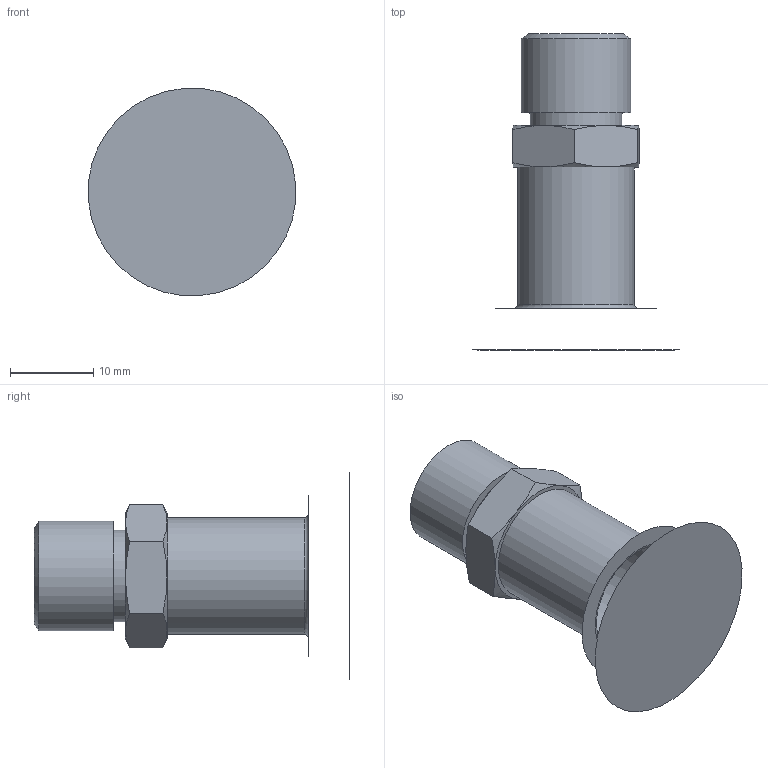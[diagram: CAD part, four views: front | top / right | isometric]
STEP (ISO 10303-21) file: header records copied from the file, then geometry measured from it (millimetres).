
FILE_DESCRIPTION(/* description */ (''),/* implementation_level */ '2;1');
FILE_NAME(/* name */ 'vo26pur_rac15r1-4m.stp',/* time_stamp */ '2020-07-20T12:56:39+02:00',/* author */ ('enginyeria'),/* organization */ (''),/* preprocessor_version */ 'ST-DEVELOPER v17',/* originating_system */ 'Autodesk Inventor 2019',/* authorisation */ '');
FILE_SCHEMA (('CONFIG_CONTROL_DESIGN'));
Length unit declared in the file: millimetre
Products named in the file (1): vo26pur_rac15r1-4m
Bounding box: 24.93 x 38 x 24.93 mm (x, y, z)
Volume: 6774.3 mm3; surface area: 2991.9 mm2
Topology: 1 solids, 2 shells, 36 faces, 83 edges, 55 vertices
Faces by surface type: cone 16, plane 14, cylinder 5, torus 1
Full cylindrical faces by diameter (mm): 2.5 x1, 6 x1, 11 x1, 13.157 x1, 14 x1
Entity records: 1097 total; most frequent: CARTESIAN_POINT 222, DIRECTION 175, ORIENTED_EDGE 164, EDGE_CURVE 82, AXIS2_PLACEMENT_3D 80, VERTEX_POINT 55, CIRCLE 43, EDGE_LOOP 41
